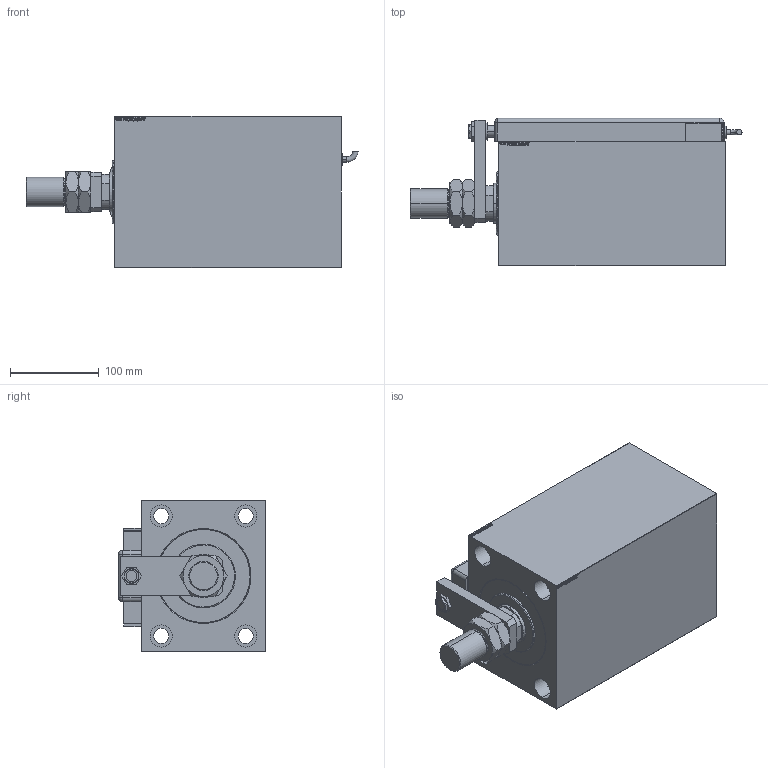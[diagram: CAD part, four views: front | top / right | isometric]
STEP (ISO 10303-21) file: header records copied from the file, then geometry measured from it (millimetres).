
FILE_DESCRIPTION (( 'STEP AP203' ), '1' );
FILE_NAME ('f26e.STEP', '2024-02-11T22:44:47', ( '' ), ( '' ), 'SwSTEP 2.0', 'SolidWorks 2019', '' );
FILE_SCHEMA (( 'CONFIG_CONTROL_DESIGN' ));
Length unit declared in the file: millimetre
Products named in the file (14): ZARAZKA_Q 7fcd18e805556c6fb8b9dfb34da16402; SWITCH Q 7fcd18e805556c6fb8b9dfb34da16402; TYC 7fcd18e805556c6fb8b9dfb34da16402; Q_T_W_MTA 7fcd18e805556c6fb8b9dfb34da16402; V450CM_VC_B 7fcd18e805556c6fb8b9dfb34da16402; f26e; MAGNETIC SWITCH Q 7fcd18e805556c6fb8b9dfb34da16402; KRYT 7fcd18e805556c6fb8b9dfb34da16402; NUT_D13 7fcd18e805556c6fb8b9dfb34da16402; SWITCH DIM A_G 7fcd18e805556c6fb8b9dfb34da16402; V450CM_C_Body 7fcd18e805556c6fb8b9dfb34da16402; NUT_D19 7fcd18e805556c6fb8b9dfb34da16402; V450CM_C_VCP 7fcd18e805556c6fb8b9dfb34da16402; SWITCH_Q_FRONT_BACK 7fcd18e805556c6fb8b9dfb34da16402
Assembly tree (14 placements, depth 3):
  f26e
    V450CM_C_Body 7fcd18e805556c6fb8b9dfb34da16402
    V450CM_C_VCP 7fcd18e805556c6fb8b9dfb34da16402
    V450CM_VC_B 7fcd18e805556c6fb8b9dfb34da16402
    MAGNETIC SWITCH Q 7fcd18e805556c6fb8b9dfb34da16402
      SWITCH_Q_FRONT_BACK 7fcd18e805556c6fb8b9dfb34da16402
      TYC 7fcd18e805556c6fb8b9dfb34da16402
      ZARAZKA_Q 7fcd18e805556c6fb8b9dfb34da16402
      SWITCH DIM A_G 7fcd18e805556c6fb8b9dfb34da16402
      NUT_D19 7fcd18e805556c6fb8b9dfb34da16402
      NUT_D13 7fcd18e805556c6fb8b9dfb34da16402
      KRYT 7fcd18e805556c6fb8b9dfb34da16402
      SWITCH Q 7fcd18e805556c6fb8b9dfb34da16402  x2
    Q_T_W_MTA 7fcd18e805556c6fb8b9dfb34da16402
Bounding box: 373.76 x 165.8 x 170 mm (x, y, z)
Volume: 5178217.4 mm3; surface area: 541814.8 mm2
Topology: 14 solids, 14 shells, 1293 faces, 3254 edges, 2137 vertices
Faces by surface type: plane 629, bspline 471, cylinder 117, cone 50, torus 24, sphere 2
Entity records: 61258 total; most frequent: CARTESIAN_POINT 32687, ORIENTED_EDGE 6312, DIRECTION 4046, EDGE_CURVE 3156, VERTEX_POINT 2077, LINE 1842, VECTOR 1842, EDGE_LOOP 1427
